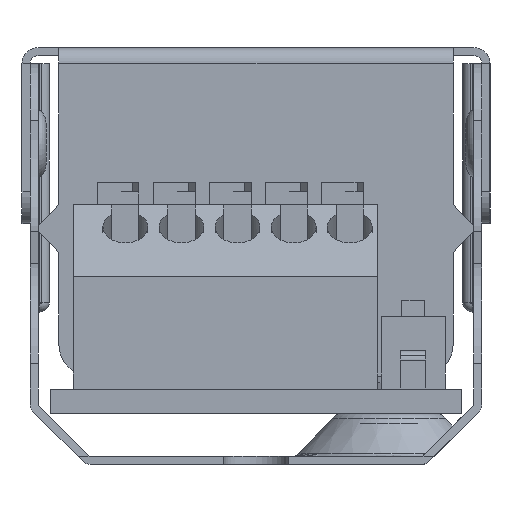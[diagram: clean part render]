
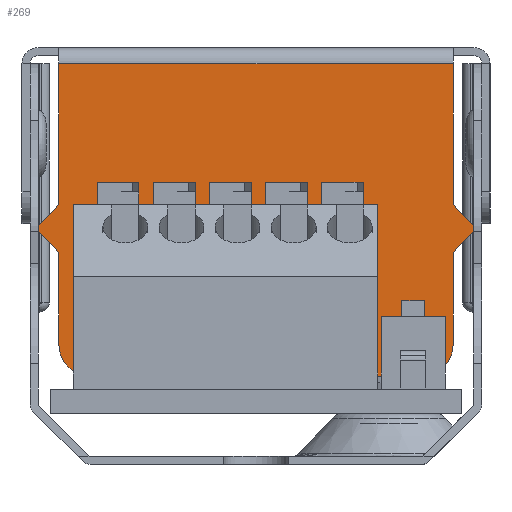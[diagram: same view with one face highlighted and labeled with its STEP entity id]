
A CAD part, left-side view. The second image highlights one B-rep face of the part: STEP entity #269.
In plain terms, the highlighted planar face has unit normal (-1, 0, 0).
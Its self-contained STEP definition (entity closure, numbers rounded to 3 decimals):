
#269=ADVANCED_FACE('',(#2216),#2218,.T.);
#2216=FACE_BOUND('',#2217,.T.);
#2217=EDGE_LOOP('',(#4776,#4777,#4778,#4779,#4780,#4781,#4782,#4783,#4784,#4785,
#4786,#4787,#4788,#4789));
#2218=PLANE('',#2219);
#2219=AXIS2_PLACEMENT_3D('',#2220,#2221,#2222);
#2220=CARTESIAN_POINT('',(-72.5,-12.3,5.5));
#2221=DIRECTION('',(-1.,0.,0.));
#2222=DIRECTION('',(0.,0.,1.));
#4776=ORIENTED_EDGE('',*,*,#6294,.F.);
#4777=ORIENTED_EDGE('',*,*,#6295,.F.);
#4778=ORIENTED_EDGE('',*,*,#6296,.F.);
#4779=ORIENTED_EDGE('',*,*,#6297,.T.);
#4780=ORIENTED_EDGE('',*,*,#6298,.T.);
#4781=ORIENTED_EDGE('',*,*,#6153,.T.);
#4782=ORIENTED_EDGE('',*,*,#6293,.T.);
#4783=ORIENTED_EDGE('',*,*,#6299,.T.);
#4784=ORIENTED_EDGE('',*,*,#6300,.T.);
#4785=ORIENTED_EDGE('',*,*,#6301,.F.);
#4786=ORIENTED_EDGE('',*,*,#6302,.T.);
#4787=ORIENTED_EDGE('',*,*,#6303,.T.);
#4788=ORIENTED_EDGE('',*,*,#6304,.T.);
#4789=ORIENTED_EDGE('',*,*,#6305,.F.);
#6153=EDGE_CURVE('',#7550,#7548,#7551,.T.);
#6293=EDGE_CURVE('',#7548,#7778,#7780,.T.);
#6294=EDGE_CURVE('',#7781,#7782,#7783,.F.);
#6295=EDGE_CURVE('',#7784,#7781,#7785,.T.);
#6296=EDGE_CURVE('',#7786,#7784,#7787,.F.);
#6297=EDGE_CURVE('',#7786,#7788,#7789,.T.);
#6298=EDGE_CURVE('',#7788,#7550,#7790,.T.);
#6299=EDGE_CURVE('',#7778,#7791,#7792,.T.);
#6300=EDGE_CURVE('',#7791,#7793,#7794,.T.);
#6301=EDGE_CURVE('',#7795,#7793,#7796,.T.);
#6302=EDGE_CURVE('',#7795,#7797,#7798,.T.);
#6303=EDGE_CURVE('',#7797,#7799,#7800,.T.);
#6304=EDGE_CURVE('',#7799,#7801,#7802,.T.);
#6305=EDGE_CURVE('',#7782,#7801,#7803,.T.);
#7548=VERTEX_POINT('',#10574);
#7550=VERTEX_POINT('',#10578);
#7551=LINE('',#10579,#10580);
#7778=VERTEX_POINT('',#11200);
#7780=LINE('',#11204,#11205);
#7781=VERTEX_POINT('',#11207);
#7782=VERTEX_POINT('',#11208);
#7783=CIRCLE('',#11209,2.);
#7784=VERTEX_POINT('',#11213);
#7785=LINE('',#11214,#11215);
#7786=VERTEX_POINT('',#11217);
#7787=CIRCLE('',#11218,2.);
#7788=VERTEX_POINT('',#11222);
#7789=LINE('',#11223,#11224);
#7790=LINE('',#11226,#11227);
#7791=VERTEX_POINT('',#11229);
#7792=LINE('',#11230,#11231);
#7793=VERTEX_POINT('',#11233);
#7794=LINE('',#11234,#11235);
#7795=VERTEX_POINT('',#11237);
#7796=LINE('',#11238,#11239);
#7797=VERTEX_POINT('',#11241);
#7798=LINE('',#11242,#11243);
#7799=VERTEX_POINT('',#11245);
#7800=LINE('',#11246,#11247);
#7801=VERTEX_POINT('',#11249);
#7802=LINE('',#11250,#11251);
#7803=LINE('',#11253,#11254);
#10574=CARTESIAN_POINT('',(-72.5,-13.6,14.814));
#10578=CARTESIAN_POINT('',(-72.5,-13.6,14.6));
#10579=CARTESIAN_POINT('',(-72.5,-13.6,14.6));
#10580=VECTOR('',#10581,1.);
#10581=DIRECTION('',(0.,0.,1.));
#11200=CARTESIAN_POINT('',(-72.5,-12.3,16.207));
#11204=CARTESIAN_POINT('',(-72.5,-13.6,14.814));
#11205=VECTOR('',#11206,1.);
#11206=DIRECTION('',(0.,0.682,0.731));
#11207=CARTESIAN_POINT('',(-72.5,10.3,5.5));
#11208=CARTESIAN_POINT('',(-72.5,12.3,7.5));
#11209=AXIS2_PLACEMENT_3D('',#11210,#11211,#11212);
#11210=CARTESIAN_POINT('',(-72.5,10.3,7.5));
#11211=DIRECTION('',(-1.,0.,0.));
#11212=DIRECTION('',(0.,1.,0.));
#11213=CARTESIAN_POINT('',(-72.5,-10.3,5.5));
#11214=CARTESIAN_POINT('',(-72.5,-10.3,5.5));
#11215=VECTOR('',#11216,1.);
#11216=DIRECTION('',(0.,1.,0.));
#11217=CARTESIAN_POINT('',(-72.5,-12.3,7.5));
#11218=AXIS2_PLACEMENT_3D('',#11219,#11220,#11221);
#11219=CARTESIAN_POINT('',(-72.5,-10.3,7.5));
#11220=DIRECTION('',(-1.,0.,0.));
#11221=DIRECTION('',(0.,0.,-1.));
#11222=CARTESIAN_POINT('',(-72.5,-12.3,13.207));
#11223=CARTESIAN_POINT('',(-72.5,-12.3,7.5));
#11224=VECTOR('',#11225,1.);
#11225=DIRECTION('',(0.,0.,1.));
#11226=CARTESIAN_POINT('',(-72.5,-12.3,13.207));
#11227=VECTOR('',#11228,1.);
#11228=DIRECTION('',(0.,-0.682,0.731));
#11229=CARTESIAN_POINT('',(-72.5,-12.3,25.));
#11230=CARTESIAN_POINT('',(-72.5,-12.3,16.207));
#11231=VECTOR('',#11232,1.);
#11232=DIRECTION('',(0.,0.,1.));
#11233=CARTESIAN_POINT('',(-72.5,12.3,25.));
#11234=CARTESIAN_POINT('',(-72.5,-12.3,25.));
#11235=VECTOR('',#11236,1.);
#11236=DIRECTION('',(0.,1.,0.));
#11237=CARTESIAN_POINT('',(-72.5,12.3,16.207));
#11238=CARTESIAN_POINT('',(-72.5,12.3,16.207));
#11239=VECTOR('',#11240,1.);
#11240=DIRECTION('',(0.,0.,1.));
#11241=CARTESIAN_POINT('',(-72.5,13.6,14.814));
#11242=CARTESIAN_POINT('',(-72.5,12.3,16.207));
#11243=VECTOR('',#11244,1.);
#11244=DIRECTION('',(0.,0.682,-0.731));
#11245=CARTESIAN_POINT('',(-72.5,13.6,14.6));
#11246=CARTESIAN_POINT('',(-72.5,13.6,14.814));
#11247=VECTOR('',#11248,1.);
#11248=DIRECTION('',(0.,0.,-1.));
#11249=CARTESIAN_POINT('',(-72.5,12.3,13.207));
#11250=CARTESIAN_POINT('',(-72.5,13.6,14.6));
#11251=VECTOR('',#11252,1.);
#11252=DIRECTION('',(0.,-0.682,-0.731));
#11253=CARTESIAN_POINT('',(-72.5,12.3,7.5));
#11254=VECTOR('',#11255,1.);
#11255=DIRECTION('',(0.,0.,1.));
